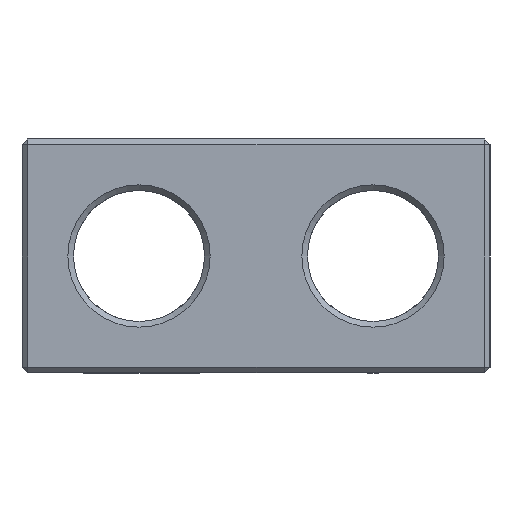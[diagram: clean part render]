
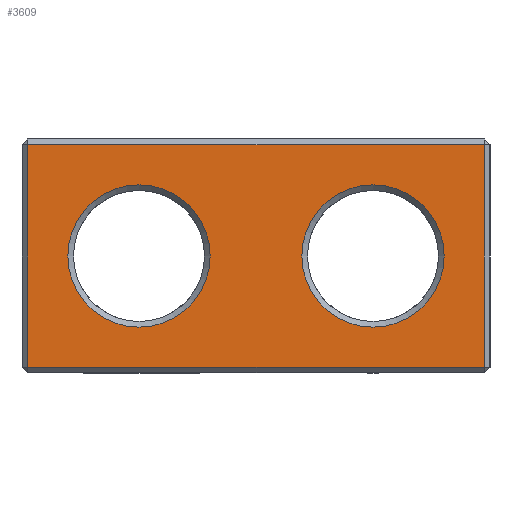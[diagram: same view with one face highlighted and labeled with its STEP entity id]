
A CAD part, left-side view. The second image highlights one B-rep face of the part: STEP entity #3609.
In plain terms, the highlighted planar face has unit normal (-1, 0, 0).
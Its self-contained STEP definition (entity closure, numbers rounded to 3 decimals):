
#345 = PLANE('',#346);
#346 = AXIS2_PLACEMENT_3D('',#347,#348,#349);
#347 = CARTESIAN_POINT('',(-31.1,18.75,0.15));
#348 = DIRECTION('',(-0.707,0.,-0.707));
#349 = DIRECTION('',(0.,1.,0.));
#1323 = VERTEX_POINT('',#1324);
#1324 = CARTESIAN_POINT('',(-31.25,18.45,0.3));
#1345 = EDGE_CURVE('',#1323,#1346,#1348,.T.);
#1346 = VERTEX_POINT('',#1347);
#1347 = CARTESIAN_POINT('',(-31.25,-5.95,0.3));
#1348 = SURFACE_CURVE('',#1349,(#1353,#1360),.PCURVE_S1.);
#1349 = LINE('',#1350,#1351);
#1350 = CARTESIAN_POINT('',(-31.25,18.75,0.3));
#1351 = VECTOR('',#1352,1.);
#1352 = DIRECTION('',(0.,-1.,0.));
#1353 = PCURVE('',#345,#1354);
#1354 = DEFINITIONAL_REPRESENTATION('',(#1355),#1359);
#1355 = LINE('',#1356,#1357);
#1356 = CARTESIAN_POINT('',(-0.,-0.212));
#1357 = VECTOR('',#1358,1.);
#1358 = DIRECTION('',(-1.,0.));
#1359 = ( GEOMETRIC_REPRESENTATION_CONTEXT(2) 
PARAMETRIC_REPRESENTATION_CONTEXT() REPRESENTATION_CONTEXT('2D SPACE',''
  ) );
#1360 = PCURVE('',#1361,#1366);
#1361 = PLANE('',#1362);
#1362 = AXIS2_PLACEMENT_3D('',#1363,#1364,#1365);
#1363 = CARTESIAN_POINT('',(-31.25,18.75,0.));
#1364 = DIRECTION('',(1.,0.,0.));
#1365 = DIRECTION('',(0.,-1.,0.));
#1366 = DEFINITIONAL_REPRESENTATION('',(#1367),#1371);
#1367 = LINE('',#1368,#1369);
#1368 = CARTESIAN_POINT('',(0.,-0.3));
#1369 = VECTOR('',#1370,1.);
#1370 = DIRECTION('',(1.,0.));
#1371 = ( GEOMETRIC_REPRESENTATION_CONTEXT(2) 
PARAMETRIC_REPRESENTATION_CONTEXT() REPRESENTATION_CONTEXT('2D SPACE',''
  ) );
#2703 = PLANE('',#2704);
#2704 = AXIS2_PLACEMENT_3D('',#2705,#2706,#2707);
#2705 = CARTESIAN_POINT('',(-31.1,18.6,0.));
#2706 = DIRECTION('',(-0.707,0.707,0.));
#2707 = DIRECTION('',(-0.,-0.,-1.));
#3421 = PLANE('',#3422);
#3422 = AXIS2_PLACEMENT_3D('',#3423,#3424,#3425);
#3423 = CARTESIAN_POINT('',(-31.1,-6.1,0.));
#3424 = DIRECTION('',(-0.707,-0.707,0.));
#3425 = DIRECTION('',(-0.,-0.,-1.));
#3609 = ADVANCED_FACE('',(#3610,#3685,#3720),#1361,.F.);
#3610 = FACE_BOUND('',#3611,.F.);
#3611 = EDGE_LOOP('',(#3612,#3642,#3663,#3664));
#3612 = ORIENTED_EDGE('',*,*,#3613,.T.);
#3613 = EDGE_CURVE('',#3614,#3616,#3618,.T.);
#3614 = VERTEX_POINT('',#3615);
#3615 = CARTESIAN_POINT('',(-31.25,18.45,12.2));
#3616 = VERTEX_POINT('',#3617);
#3617 = CARTESIAN_POINT('',(-31.25,-5.95,12.2));
#3618 = SURFACE_CURVE('',#3619,(#3623,#3630),.PCURVE_S1.);
#3619 = LINE('',#3620,#3621);
#3620 = CARTESIAN_POINT('',(-31.25,18.75,12.2));
#3621 = VECTOR('',#3622,1.);
#3622 = DIRECTION('',(0.,-1.,0.));
#3623 = PCURVE('',#1361,#3624);
#3624 = DEFINITIONAL_REPRESENTATION('',(#3625),#3629);
#3625 = LINE('',#3626,#3627);
#3626 = CARTESIAN_POINT('',(0.,-12.2));
#3627 = VECTOR('',#3628,1.);
#3628 = DIRECTION('',(1.,0.));
#3629 = ( GEOMETRIC_REPRESENTATION_CONTEXT(2) 
PARAMETRIC_REPRESENTATION_CONTEXT() REPRESENTATION_CONTEXT('2D SPACE',''
  ) );
#3630 = PCURVE('',#3631,#3636);
#3631 = PLANE('',#3632);
#3632 = AXIS2_PLACEMENT_3D('',#3633,#3634,#3635);
#3633 = CARTESIAN_POINT('',(-31.1,18.75,12.35));
#3634 = DIRECTION('',(0.707,0.,-0.707));
#3635 = DIRECTION('',(0.,1.,0.));
#3636 = DEFINITIONAL_REPRESENTATION('',(#3637),#3641);
#3637 = LINE('',#3638,#3639);
#3638 = CARTESIAN_POINT('',(-0.,-0.212));
#3639 = VECTOR('',#3640,1.);
#3640 = DIRECTION('',(-1.,0.));
#3641 = ( GEOMETRIC_REPRESENTATION_CONTEXT(2) 
PARAMETRIC_REPRESENTATION_CONTEXT() REPRESENTATION_CONTEXT('2D SPACE',''
  ) );
#3642 = ORIENTED_EDGE('',*,*,#3643,.F.);
#3643 = EDGE_CURVE('',#1346,#3616,#3644,.T.);
#3644 = SURFACE_CURVE('',#3645,(#3649,#3656),.PCURVE_S1.);
#3645 = LINE('',#3646,#3647);
#3646 = CARTESIAN_POINT('',(-31.25,-5.95,0.));
#3647 = VECTOR('',#3648,1.);
#3648 = DIRECTION('',(0.,0.,1.));
#3649 = PCURVE('',#1361,#3650);
#3650 = DEFINITIONAL_REPRESENTATION('',(#3651),#3655);
#3651 = LINE('',#3652,#3653);
#3652 = CARTESIAN_POINT('',(24.7,0.));
#3653 = VECTOR('',#3654,1.);
#3654 = DIRECTION('',(0.,-1.));
#3655 = ( GEOMETRIC_REPRESENTATION_CONTEXT(2) 
PARAMETRIC_REPRESENTATION_CONTEXT() REPRESENTATION_CONTEXT('2D SPACE',''
  ) );
#3656 = PCURVE('',#3421,#3657);
#3657 = DEFINITIONAL_REPRESENTATION('',(#3658),#3662);
#3658 = LINE('',#3659,#3660);
#3659 = CARTESIAN_POINT('',(-0.,-0.212));
#3660 = VECTOR('',#3661,1.);
#3661 = DIRECTION('',(-1.,0.));
#3662 = ( GEOMETRIC_REPRESENTATION_CONTEXT(2) 
PARAMETRIC_REPRESENTATION_CONTEXT() REPRESENTATION_CONTEXT('2D SPACE',''
  ) );
#3663 = ORIENTED_EDGE('',*,*,#1345,.F.);
#3664 = ORIENTED_EDGE('',*,*,#3665,.T.);
#3665 = EDGE_CURVE('',#1323,#3614,#3666,.T.);
#3666 = SURFACE_CURVE('',#3667,(#3671,#3678),.PCURVE_S1.);
#3667 = LINE('',#3668,#3669);
#3668 = CARTESIAN_POINT('',(-31.25,18.45,0.));
#3669 = VECTOR('',#3670,1.);
#3670 = DIRECTION('',(0.,0.,1.));
#3671 = PCURVE('',#1361,#3672);
#3672 = DEFINITIONAL_REPRESENTATION('',(#3673),#3677);
#3673 = LINE('',#3674,#3675);
#3674 = CARTESIAN_POINT('',(0.3,0.));
#3675 = VECTOR('',#3676,1.);
#3676 = DIRECTION('',(0.,-1.));
#3677 = ( GEOMETRIC_REPRESENTATION_CONTEXT(2) 
PARAMETRIC_REPRESENTATION_CONTEXT() REPRESENTATION_CONTEXT('2D SPACE',''
  ) );
#3678 = PCURVE('',#2703,#3679);
#3679 = DEFINITIONAL_REPRESENTATION('',(#3680),#3684);
#3680 = LINE('',#3681,#3682);
#3681 = CARTESIAN_POINT('',(-0.,0.212));
#3682 = VECTOR('',#3683,1.);
#3683 = DIRECTION('',(-1.,0.));
#3684 = ( GEOMETRIC_REPRESENTATION_CONTEXT(2) 
PARAMETRIC_REPRESENTATION_CONTEXT() REPRESENTATION_CONTEXT('2D SPACE',''
  ) );
#3685 = FACE_BOUND('',#3686,.F.);
#3686 = EDGE_LOOP('',(#3687));
#3687 = ORIENTED_EDGE('',*,*,#3688,.T.);
#3688 = EDGE_CURVE('',#3689,#3689,#3691,.T.);
#3689 = VERTEX_POINT('',#3690);
#3690 = CARTESIAN_POINT('',(-31.25,0.,10.05));
#3691 = SURFACE_CURVE('',#3692,(#3697,#3708),.PCURVE_S1.);
#3692 = CIRCLE('',#3693,3.8);
#3693 = AXIS2_PLACEMENT_3D('',#3694,#3695,#3696);
#3694 = CARTESIAN_POINT('',(-31.25,0.,6.25));
#3695 = DIRECTION('',(-1.,0.,0.));
#3696 = DIRECTION('',(0.,0.,1.));
#3697 = PCURVE('',#1361,#3698);
#3698 = DEFINITIONAL_REPRESENTATION('',(#3699),#3707);
#3699 = ( BOUNDED_CURVE() B_SPLINE_CURVE(2,(#3700,#3701,#3702,#3703,
#3704,#3705,#3706),.UNSPECIFIED.,.T.,.F.) B_SPLINE_CURVE_WITH_KNOTS((1,2
    ,2,2,2,1),(-2.094,0.,2.094,4.189,
6.283,8.378),.UNSPECIFIED.) CURVE() 
GEOMETRIC_REPRESENTATION_ITEM() RATIONAL_B_SPLINE_CURVE((1.,0.5,1.,0.5,
1.,0.5,1.)) REPRESENTATION_ITEM('') );
#3700 = CARTESIAN_POINT('',(18.75,-10.05));
#3701 = CARTESIAN_POINT('',(12.168,-10.05));
#3702 = CARTESIAN_POINT('',(15.459,-4.35));
#3703 = CARTESIAN_POINT('',(18.75,1.35));
#3704 = CARTESIAN_POINT('',(22.041,-4.35));
#3705 = CARTESIAN_POINT('',(25.332,-10.05));
#3706 = CARTESIAN_POINT('',(18.75,-10.05));
#3707 = ( GEOMETRIC_REPRESENTATION_CONTEXT(2) 
PARAMETRIC_REPRESENTATION_CONTEXT() REPRESENTATION_CONTEXT('2D SPACE',''
  ) );
#3708 = PCURVE('',#3709,#3714);
#3709 = CONICAL_SURFACE('',#3710,3.5,0.785);
#3710 = AXIS2_PLACEMENT_3D('',#3711,#3712,#3713);
#3711 = CARTESIAN_POINT('',(-30.95,0.,6.25));
#3712 = DIRECTION('',(-1.,-0.,-0.));
#3713 = DIRECTION('',(0.,0.,1.));
#3714 = DEFINITIONAL_REPRESENTATION('',(#3715),#3719);
#3715 = LINE('',#3716,#3717);
#3716 = CARTESIAN_POINT('',(0.,0.3));
#3717 = VECTOR('',#3718,1.);
#3718 = DIRECTION('',(1.,0.));
#3719 = ( GEOMETRIC_REPRESENTATION_CONTEXT(2) 
PARAMETRIC_REPRESENTATION_CONTEXT() REPRESENTATION_CONTEXT('2D SPACE',''
  ) );
#3720 = FACE_BOUND('',#3721,.F.);
#3721 = EDGE_LOOP('',(#3722));
#3722 = ORIENTED_EDGE('',*,*,#3723,.T.);
#3723 = EDGE_CURVE('',#3724,#3724,#3726,.T.);
#3724 = VERTEX_POINT('',#3725);
#3725 = CARTESIAN_POINT('',(-31.25,12.5,10.05));
#3726 = SURFACE_CURVE('',#3727,(#3732,#3743),.PCURVE_S1.);
#3727 = CIRCLE('',#3728,3.8);
#3728 = AXIS2_PLACEMENT_3D('',#3729,#3730,#3731);
#3729 = CARTESIAN_POINT('',(-31.25,12.5,6.25));
#3730 = DIRECTION('',(-1.,0.,0.));
#3731 = DIRECTION('',(0.,0.,1.));
#3732 = PCURVE('',#1361,#3733);
#3733 = DEFINITIONAL_REPRESENTATION('',(#3734),#3742);
#3734 = ( BOUNDED_CURVE() B_SPLINE_CURVE(2,(#3735,#3736,#3737,#3738,
#3739,#3740,#3741),.UNSPECIFIED.,.T.,.F.) B_SPLINE_CURVE_WITH_KNOTS((1,2
    ,2,2,2,1),(-2.094,0.,2.094,4.189,
6.283,8.378),.UNSPECIFIED.) CURVE() 
GEOMETRIC_REPRESENTATION_ITEM() RATIONAL_B_SPLINE_CURVE((1.,0.5,1.,0.5,
1.,0.5,1.)) REPRESENTATION_ITEM('') );
#3735 = CARTESIAN_POINT('',(6.25,-10.05));
#3736 = CARTESIAN_POINT('',(-0.332,-10.05));
#3737 = CARTESIAN_POINT('',(2.959,-4.35));
#3738 = CARTESIAN_POINT('',(6.25,1.35));
#3739 = CARTESIAN_POINT('',(9.541,-4.35));
#3740 = CARTESIAN_POINT('',(12.832,-10.05));
#3741 = CARTESIAN_POINT('',(6.25,-10.05));
#3742 = ( GEOMETRIC_REPRESENTATION_CONTEXT(2) 
PARAMETRIC_REPRESENTATION_CONTEXT() REPRESENTATION_CONTEXT('2D SPACE',''
  ) );
#3743 = PCURVE('',#3744,#3749);
#3744 = CONICAL_SURFACE('',#3745,3.5,0.785);
#3745 = AXIS2_PLACEMENT_3D('',#3746,#3747,#3748);
#3746 = CARTESIAN_POINT('',(-30.95,12.5,6.25));
#3747 = DIRECTION('',(-1.,-0.,0.));
#3748 = DIRECTION('',(0.,0.,1.));
#3749 = DEFINITIONAL_REPRESENTATION('',(#3750),#3754);
#3750 = LINE('',#3751,#3752);
#3751 = CARTESIAN_POINT('',(0.,0.3));
#3752 = VECTOR('',#3753,1.);
#3753 = DIRECTION('',(1.,0.));
#3754 = ( GEOMETRIC_REPRESENTATION_CONTEXT(2) 
PARAMETRIC_REPRESENTATION_CONTEXT() REPRESENTATION_CONTEXT('2D SPACE',''
  ) );
